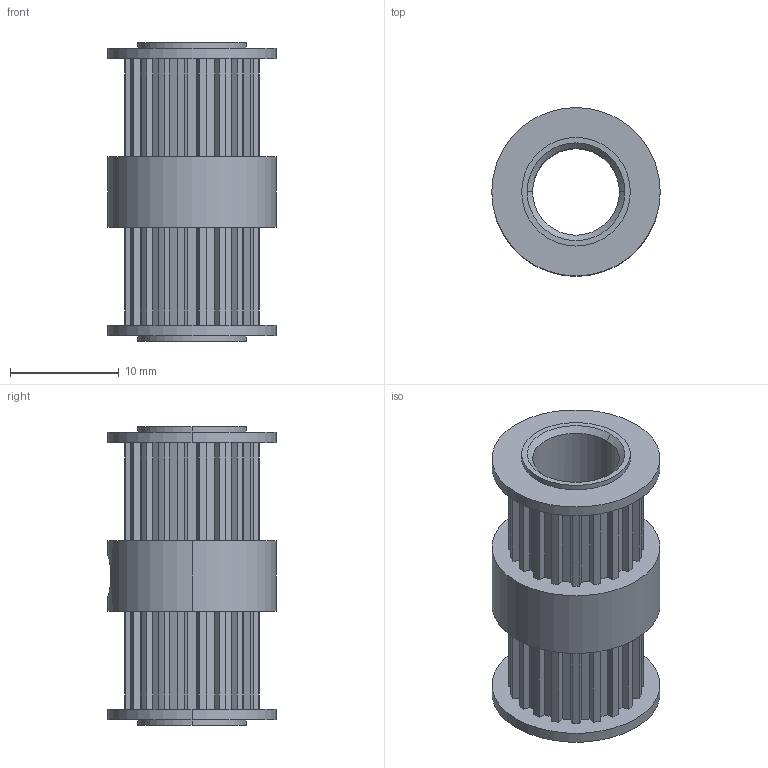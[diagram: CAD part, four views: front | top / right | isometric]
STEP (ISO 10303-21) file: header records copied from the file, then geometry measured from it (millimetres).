
FILE_DESCRIPTION (( 'STEP AP203' ), '1' );
FILE_NAME ('1167-D.STEP', '2015-05-19T10:10:43', ( '' ), ( '' ), 'SwSTEP 2.0', 'SolidWorks 2015', '' );
FILE_SCHEMA (( 'CONFIG_CONTROL_DESIGN' ));
Length unit declared in the file: millimetre
Products named in the file (1): 1167-D
Bounding box: 15.5 x 15.5 x 27.5 mm (x, y, z)
Volume: 2209.5 mm3; surface area: 2726.7 mm2
Topology: 1 solids, 1 shells, 190 faces, 540 edges, 358 vertices
Faces by surface type: plane 128, cylinder 54, bspline 4, cone 4
Entity records: 8595 total; most frequent: CARTESIAN_POINT 3495, ORIENTED_EDGE 1080, DIRECTION 1008, EDGE_CURVE 540, VECTOR 418, LINE 418, VERTEX_POINT 358, AXIS2_PLACEMENT_3D 295
